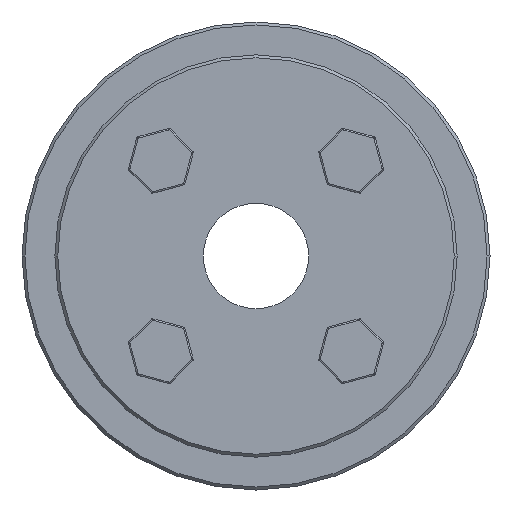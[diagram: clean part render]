
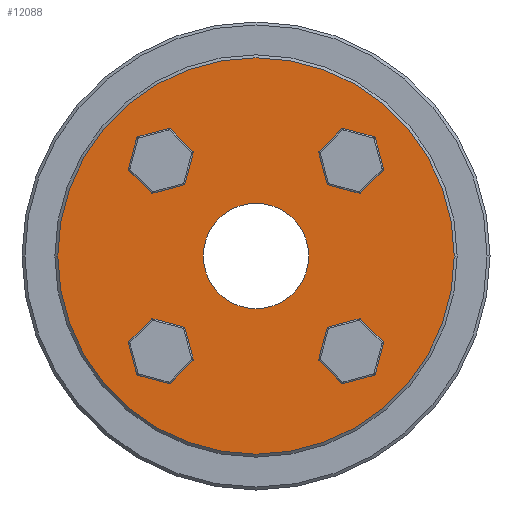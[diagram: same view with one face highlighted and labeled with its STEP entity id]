
A CAD part, left-side view. The second image highlights one B-rep face of the part: STEP entity #12088.
In plain terms, the highlighted planar face has unit normal (-1, 0, 0).
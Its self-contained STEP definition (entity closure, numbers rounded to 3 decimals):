
#135 = VERTEX_POINT ( 'NONE', #1968 ) ;
#139 = VERTEX_POINT ( 'NONE', #1972 ) ;
#155 = VERTEX_POINT ( 'NONE', #1988 ) ;
#156 = VERTEX_POINT ( 'NONE', #1989 ) ;
#438 = EDGE_LOOP ( 'NONE', ( #845, #846 ) ) ;
#843 = ORIENTED_EDGE ( 'NONE', *, *, #11872, .T. ) ;
#844 = ORIENTED_EDGE ( 'NONE', *, *, #11838, .T. ) ;
#845 = ORIENTED_EDGE ( 'NONE', *, *, #11860, .T. ) ;
#846 = ORIENTED_EDGE ( 'NONE', *, *, #11865, .T. ) ;
#1968 = CARTESIAN_POINT ( 'NONE',  ( -43.5, 33.887, 0. ) ) ;
#1972 = CARTESIAN_POINT ( 'NONE',  ( -43.5, -33.887, 0. ) ) ;
#1988 = CARTESIAN_POINT ( 'NONE',  ( -43.5, -9., 0. ) ) ;
#1989 = CARTESIAN_POINT ( 'NONE',  ( -43.5, 9., 0. ) ) ;
#9242 = CARTESIAN_POINT ( 'NONE',  ( -43.5, 0., 0. ) ) ;
#9250 = DIRECTION ( 'NONE',  ( -1., 0., 0. ) ) ;
#9251 = DIRECTION ( 'NONE',  ( 0., -1., 0. ) ) ;
#9754 = CIRCLE ( 'NONE', #9822, 33.887 ) ;
#9822 = AXIS2_PLACEMENT_3D ( 'NONE', #9242, #9250, #9251 ) ;
#9828 = AXIS2_PLACEMENT_3D ( 'NONE', #10150, #10152, #10153 ) ;
#9832 = AXIS2_PLACEMENT_3D ( 'NONE', #10139, #10142, #10143 ) ;
#9835 = AXIS2_PLACEMENT_3D ( 'NONE', #10171, #10173, #10174 ) ;
#9996 = AXIS2_PLACEMENT_3D ( 'NONE', #10778, #10781, #10782 ) ;
#10139 = CARTESIAN_POINT ( 'NONE',  ( -43.5, 0., 0. ) ) ;
#10142 = DIRECTION ( 'NONE',  ( 1., 0., 0. ) ) ;
#10143 = DIRECTION ( 'NONE',  ( 0., 1., 0. ) ) ;
#10150 = CARTESIAN_POINT ( 'NONE',  ( -43.5, 0., 0. ) ) ;
#10152 = DIRECTION ( 'NONE',  ( 1., 0., 0. ) ) ;
#10153 = DIRECTION ( 'NONE',  ( 0., 1., 0. ) ) ;
#10171 = CARTESIAN_POINT ( 'NONE',  ( -43.5, 0., 0. ) ) ;
#10173 = DIRECTION ( 'NONE',  ( -1., 0., 0. ) ) ;
#10174 = DIRECTION ( 'NONE',  ( 0., -1., 0. ) ) ;
#10778 = CARTESIAN_POINT ( 'NONE',  ( -43.5, 9., 0. ) ) ;
#10779 = PLANE ( 'NONE',  #9996 ) ;
#10781 = DIRECTION ( 'NONE',  ( -1., 0., 0. ) ) ;
#10782 = DIRECTION ( 'NONE',  ( 0., -1., 0. ) ) ;
#11112 = CIRCLE ( 'NONE', #9832, 9. ) ;
#11119 = CIRCLE ( 'NONE', #9828, 9. ) ;
#11125 = CIRCLE ( 'NONE', #9835, 33.887 ) ;
#11470 = FACE_OUTER_BOUND ( 'NONE', #11688, .T. ) ;
#11473 = FACE_BOUND ( 'NONE', #438, .T. ) ;
#11688 = EDGE_LOOP ( 'NONE', ( #843, #844 ) ) ;
#11838 = EDGE_CURVE ( 'NONE', #139, #135, #9754, .T. ) ;
#11860 = EDGE_CURVE ( 'NONE', #156, #155, #11112, .T. ) ;
#11865 = EDGE_CURVE ( 'NONE', #155, #156, #11119, .T. ) ;
#11872 = EDGE_CURVE ( 'NONE', #135, #139, #11125, .T. ) ;
#12088 = ADVANCED_FACE ( 'NONE', ( #11470, #11473 ), #10779, .T. ) ;
